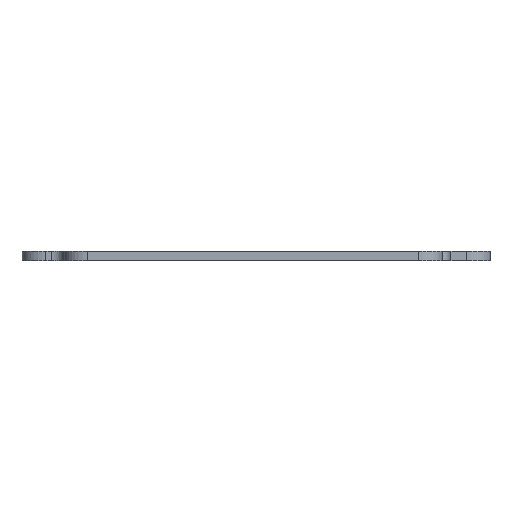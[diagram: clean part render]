
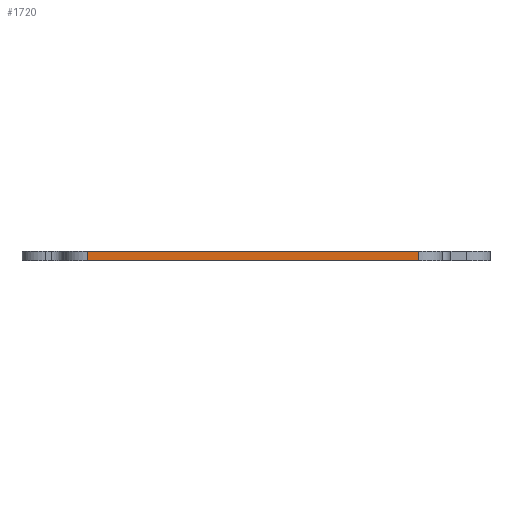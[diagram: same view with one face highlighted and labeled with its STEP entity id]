
A CAD part, front view. The second image highlights one B-rep face of the part: STEP entity #1720.
In plain terms, the highlighted planar face has unit normal (0, -1, 0).
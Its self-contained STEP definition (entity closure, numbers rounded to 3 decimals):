
#97 = AXIS2_PLACEMENT_3D ( 'NONE', #2802, #2831, #2581 ) ;
#119 = LINE ( 'NONE', #1674, #1428 ) ;
#141 = PLANE ( 'NONE',  #97 ) ;
#248 = EDGE_CURVE ( 'NONE', #1210, #572, #604, .T. ) ;
#254 = ORIENTED_EDGE ( 'NONE', *, *, #2555, .F. ) ;
#410 = CARTESIAN_POINT ( 'NONE',  ( 10., 695., 187.5 ) ) ;
#455 = VERTEX_POINT ( 'NONE', #2004 ) ;
#572 = VERTEX_POINT ( 'NONE', #410 ) ;
#604 = LINE ( 'NONE', #2197, #1569 ) ;
#622 = DIRECTION ( 'NONE',  ( 0., 0., -1. ) ) ;
#785 = VECTOR ( 'NONE', #622, 1000. ) ;
#815 = VERTEX_POINT ( 'NONE', #1231 ) ;
#960 = ORIENTED_EDGE ( 'NONE', *, *, #2173, .T. ) ;
#1210 = VERTEX_POINT ( 'NONE', #1273 ) ;
#1217 = VECTOR ( 'NONE', #1369, 1000. ) ;
#1231 = CARTESIAN_POINT ( 'NONE',  ( -130., 695., 183.5 ) ) ;
#1273 = CARTESIAN_POINT ( 'NONE',  ( 10., 695., 183.5 ) ) ;
#1278 = CARTESIAN_POINT ( 'NONE',  ( -130., 695., 183.5 ) ) ;
#1369 = DIRECTION ( 'NONE',  ( 1., 0., 0. ) ) ;
#1399 = ORIENTED_EDGE ( 'NONE', *, *, #1878, .T. ) ;
#1428 = VECTOR ( 'NONE', #2823, 1000. ) ;
#1484 = EDGE_LOOP ( 'NONE', ( #1399, #1550, #254, #960 ) ) ;
#1550 = ORIENTED_EDGE ( 'NONE', *, *, #248, .T. ) ;
#1569 = VECTOR ( 'NONE', #2617, 1000. ) ;
#1578 = CARTESIAN_POINT ( 'NONE',  ( -140., 695., 183.5 ) ) ;
#1674 = CARTESIAN_POINT ( 'NONE',  ( -140., 695., 187.5 ) ) ;
#1720 = ADVANCED_FACE ( 'NONE', ( #2133 ), #141, .T. ) ;
#1791 = LINE ( 'NONE', #1578, #1217 ) ;
#1878 = EDGE_CURVE ( 'NONE', #815, #1210, #1791, .T. ) ;
#2004 = CARTESIAN_POINT ( 'NONE',  ( -130., 695., 187.5 ) ) ;
#2133 = FACE_OUTER_BOUND ( 'NONE', #1484, .T. ) ;
#2173 = EDGE_CURVE ( 'NONE', #455, #815, #2378, .T. ) ;
#2197 = CARTESIAN_POINT ( 'NONE',  ( 10., 695., 183.5 ) ) ;
#2378 = LINE ( 'NONE', #1278, #785 ) ;
#2555 = EDGE_CURVE ( 'NONE', #455, #572, #119, .T. ) ;
#2581 = DIRECTION ( 'NONE',  ( 0., 0., -1. ) ) ;
#2617 = DIRECTION ( 'NONE',  ( 0., 0., 1. ) ) ;
#2802 = CARTESIAN_POINT ( 'NONE',  ( -140., 695., 183.5 ) ) ;
#2823 = DIRECTION ( 'NONE',  ( 1., 0., 0. ) ) ;
#2831 = DIRECTION ( 'NONE',  ( 0., -1., 0. ) ) ;
